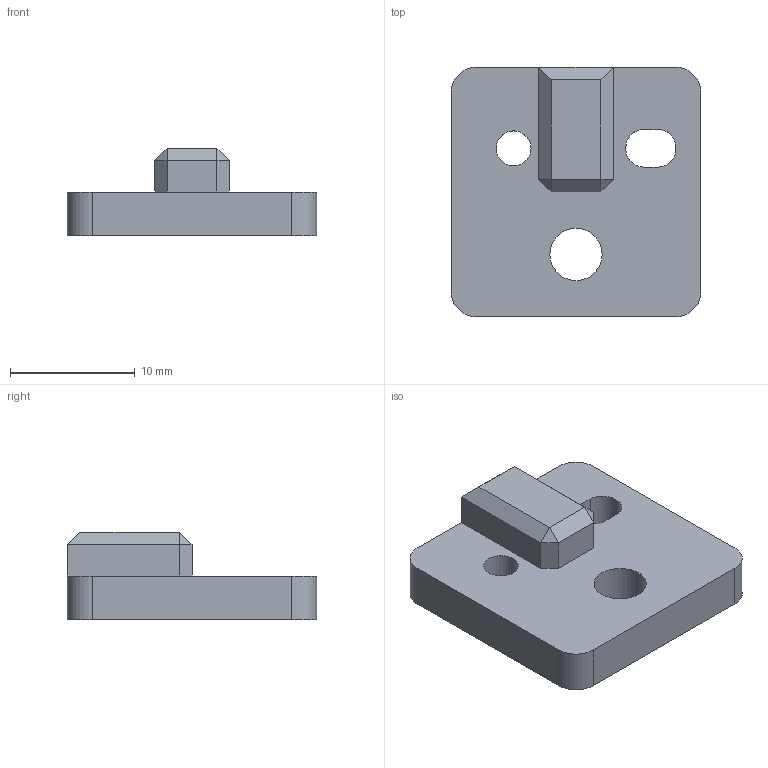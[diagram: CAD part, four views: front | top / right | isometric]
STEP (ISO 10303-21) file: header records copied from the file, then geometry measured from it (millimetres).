
FILE_DESCRIPTION(('FreeCAD Model'),'2;1');
FILE_NAME('Open CASCADE Shape Model','2021-12-25T21:38:17',('Author'),( ''),'Open CASCADE STEP processor 7.5','FreeCAD','Unknown');
FILE_SCHEMA(('AUTOMOTIVE_DESIGN { 1 0 10303 214 1 1 1 1 }'));
Length unit declared in the file: millimetre
Products named in the file (1): endstop-holder
Bounding box: 20 x 20 x 7 mm (x, y, z)
Volume: 1474.3 mm3; surface area: 1206.6 mm2
Topology: 1 solids, 1 shells, 32 faces, 82 edges, 52 vertices
Faces by surface type: plane 22, cylinder 10
Full cylindrical faces by diameter (mm): 2.8 x1, 4.2 x1
Entity records: 2066 total; most frequent: CARTESIAN_POINT 381, DIRECTION 312, LINE 192, VECTOR 192, ORIENTED_EDGE 164, PCURVE 164, DEFINITIONAL_REPRESENTATION 164, EDGE_CURVE 82
